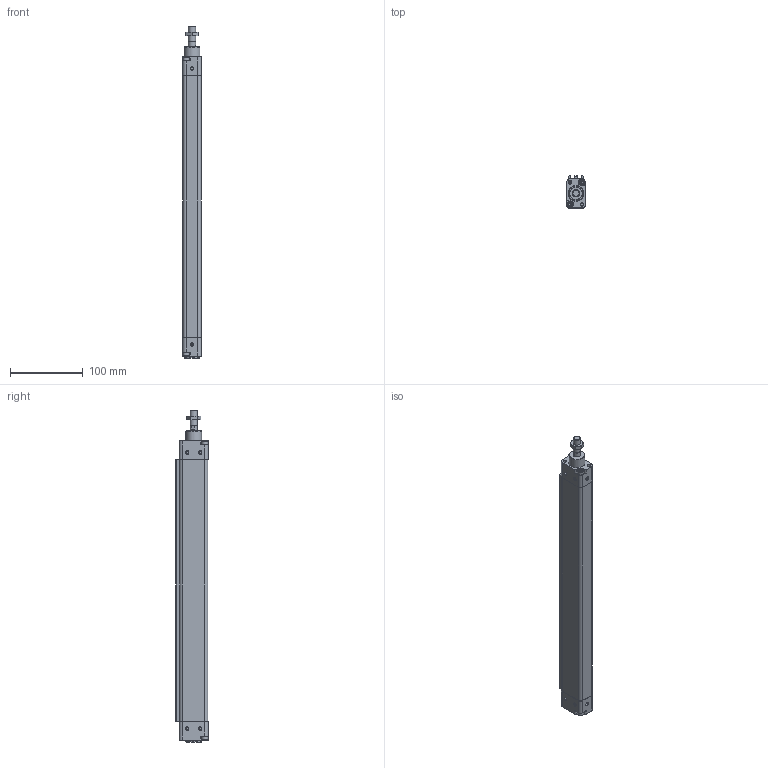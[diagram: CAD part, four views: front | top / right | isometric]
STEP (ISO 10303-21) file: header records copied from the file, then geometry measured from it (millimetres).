
FILE_DESCRIPTION(/* description */ ('STEP AP214'),/* implementation_level */ '2;1');
FILE_NAME(/* name */ '151130_DZH-25-320-PPV-A',/* time_stamp */ '2024-08-23T19:15:30+02:00',/* author */ ('License CC BY-ND 4.0'),/* organization */ ('CADENAS'),/* preprocessor_version */ 'ST-DEVELOPER v19.3',/* originating_system */ 'PARTsolutions',/* authorisation */ ' ');
FILE_SCHEMA (('AUTOMOTIVE_DESIGN {1 0 10303 214 3 1 1}'));
Length unit declared in the file: millimetre
Products named in the file (4): 151130 DZH-25-320-PPV-A---(0); 151130 DZH-25-320-PPV-A---(ZR); 151130 DZH-25-320-PPV-A---(KS); DIN-439-B - M10x1.25(F)
Assembly tree (3 placements, depth 2):
  151130 DZH-25-320-PPV-A---(0)
    151130 DZH-25-320-PPV-A---(ZR)
    151130 DZH-25-320-PPV-A---(KS)
    DIN-439-B - M10x1.25(F)
Bounding box: 26 x 44.5 x 457.5 mm (x, y, z)
Volume: 289835.8 mm3; surface area: 113448.2 mm2
Topology: 3 solids, 3 shells, 317 faces, 718 edges, 436 vertices
Faces by surface type: plane 149, cylinder 86, cone 68, torus 14
Full cylindrical faces by diameter (mm): 3.121 x2, 4 x2, 4.134 x14, 8.5 x4, 8.566 x2, 8.647 x1, 10 x3, 22 x2
Entity records: 8480 total; most frequent: CARTESIAN_POINT 1541, DIRECTION 1510, ORIENTED_EDGE 1246, EDGE_CURVE 623, AXIS2_PLACEMENT_3D 610, FACE_BOUND 436, EDGE_LOOP 432, VERTEX_POINT 429
